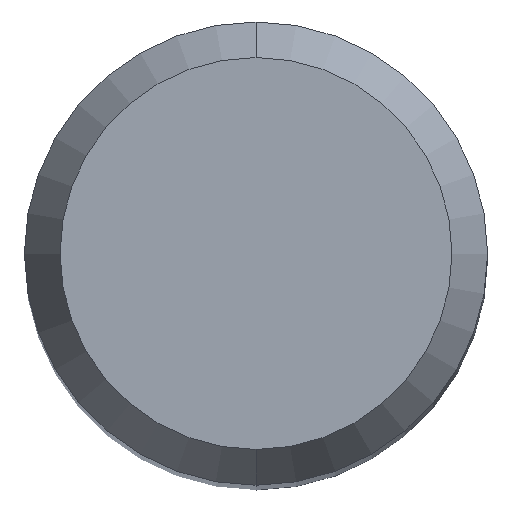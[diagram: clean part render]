
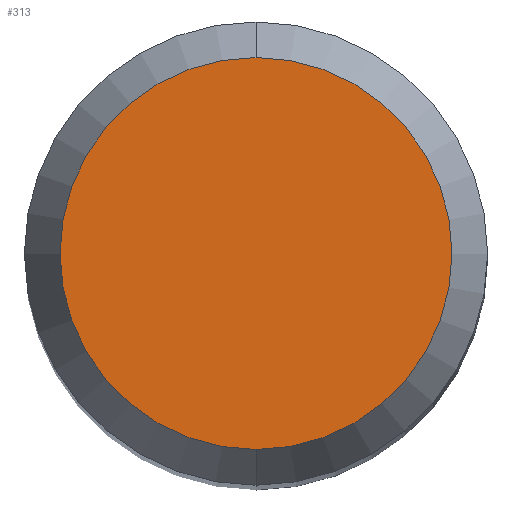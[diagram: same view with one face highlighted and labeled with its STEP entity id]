
A CAD part, top view. The second image highlights one B-rep face of the part: STEP entity #313.
In plain terms, the highlighted planar face has unit normal (0, 0, 1).
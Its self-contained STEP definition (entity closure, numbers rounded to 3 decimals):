
#273=EDGE_CURVE('',#403,#511,#645,.T.);
#313=ADVANCED_FACE('',(#688),#689,.T.);
#403=VERTEX_POINT('',#789);
#453=EDGE_CURVE('',#511,#403,#845,.T.);
#511=VERTEX_POINT('',#906);
#645=CIRCLE('',#1064,2.538);
#688=FACE_OUTER_BOUND('',#1124,.T.);
#689=PLANE('',#1125);
#789=CARTESIAN_POINT('',(0.0,2.538,0.0));
#845=CIRCLE('',#1426,2.538);
#906=CARTESIAN_POINT('',(0.,-2.538,0.0));
#1064=AXIS2_PLACEMENT_3D('',#1785,#1786,#1787);
#1124=EDGE_LOOP('',(#1826,#1827));
#1125=AXIS2_PLACEMENT_3D('',#1828,#1829,#1830);
#1426=AXIS2_PLACEMENT_3D('',#2006,#2007,#2008);
#1785=CARTESIAN_POINT('',(0.0,0.0,0.0));
#1786=DIRECTION('',(0.0,0.0,-1.0));
#1787=DIRECTION('',(0.0,1.0,0.0));
#1826=ORIENTED_EDGE('',*,*,#273,.F.);
#1827=ORIENTED_EDGE('',*,*,#453,.F.);
#1828=CARTESIAN_POINT('',(0.0,1.269,0.0));
#1829=DIRECTION('',(-0.0,0.0,1.0));
#1830=DIRECTION('',(0.0,-1.0,0.0));
#2006=CARTESIAN_POINT('',(0.0,0.0,0.0));
#2007=DIRECTION('',(0.0,0.0,-1.0));
#2008=DIRECTION('',(0.0,1.0,0.0));
